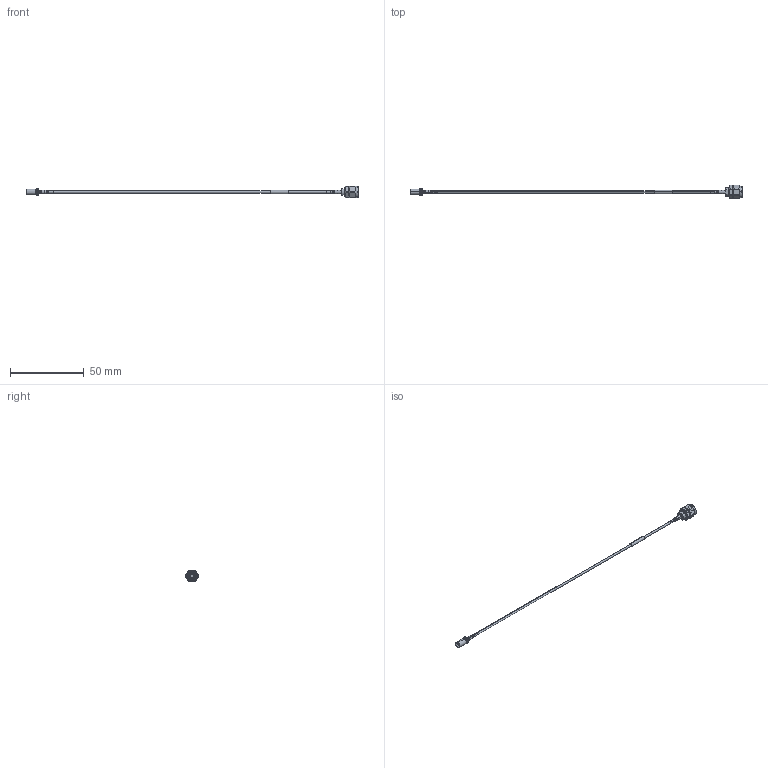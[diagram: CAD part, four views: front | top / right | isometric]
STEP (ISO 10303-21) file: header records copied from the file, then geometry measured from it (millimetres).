
FILE_DESCRIPTION (( 'STEP AP214' ), '1' );
FILE_NAME ('FMCA9725_3D.step', '2024-02-21T16:13:52', ( '' ), ( '' ), 'SwSTEP 2.0', 'SolidWorks 2022', '' );
FILE_SCHEMA (( 'AUTOMOTIVE_DESIGN' ));
Length unit declared in the file: inch
Products named in the file (6): PE-P047HF; 1AW01-003_.085 ID; PE45410; FMCA9725_3D; PE45539; CA-PE-P047_2_Heatshrink_LONG
Assembly tree (6 placements, depth 2):
  FMCA9725_3D
    PE-P047HF
    PE45539
    1AW01-003_.085 ID
    PE45410
    CA-PE-P047_2_Heatshrink_LONG  x2
Bounding box: 225.63 x 8.88 x 7.92 mm (x, y, z)
Volume: 834.6 mm3; surface area: 2340.7 mm2
Topology: 8 solids, 8 shells, 219 faces, 494 edges, 309 vertices
Faces by surface type: cylinder 116, plane 51, cone 27, torus 22, bspline 3
Entity records: 7518 total; most frequent: CARTESIAN_POINT 2636, DIRECTION 981, ORIENTED_EDGE 900, EDGE_CURVE 450, AXIS2_PLACEMENT_3D 415, VERTEX_POINT 285, EDGE_LOOP 231, CIRCLE 212
